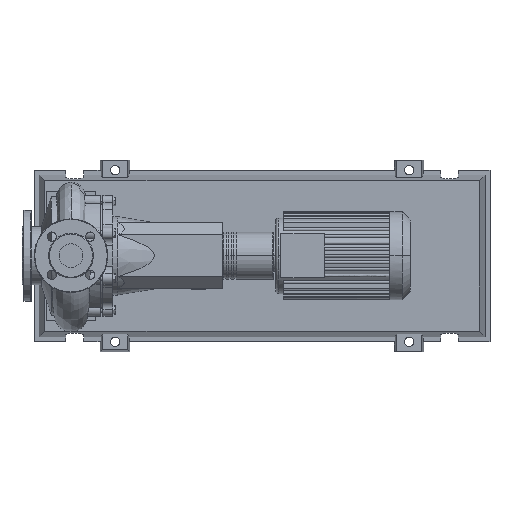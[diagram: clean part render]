
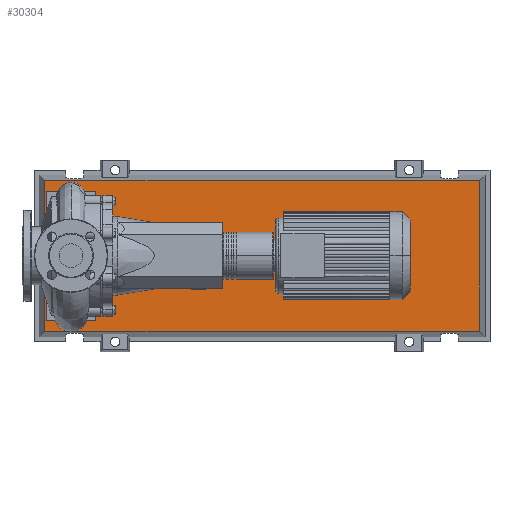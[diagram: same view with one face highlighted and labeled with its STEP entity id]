
A CAD part, top view. The second image highlights one B-rep face of the part: STEP entity #30304.
In plain terms, the highlighted planar face has unit normal (0, 0, 1).
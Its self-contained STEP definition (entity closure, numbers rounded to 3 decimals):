
#29985=CARTESIAN_POINT('',(833.292,-153.292,83.0));
#29986=VERTEX_POINT('',#29985);
#29993=CARTESIAN_POINT('',(-53.292,-153.292,83.0));
#29994=VERTEX_POINT('',#29993);
#29995=CARTESIAN_POINT('',(833.292,-153.292,83.0));
#29996=DIRECTION('',(-1.0,0.0,0.0));
#29997=VECTOR('',#29996,886.584);
#29998=LINE('',#29995,#29997);
#29999=EDGE_CURVE('',#29986,#29994,#29998,.T.);
#30217=CARTESIAN_POINT('',(833.292,153.292,83.0));
#30218=VERTEX_POINT('',#30217);
#30219=CARTESIAN_POINT('',(833.292,153.292,83.0));
#30220=DIRECTION('',(0.0,-1.0,0.0));
#30221=VECTOR('',#30220,306.584);
#30222=LINE('',#30219,#30221);
#30223=EDGE_CURVE('',#30218,#29986,#30222,.T.);
#30241=CARTESIAN_POINT('',(-53.292,153.292,83.0));
#30242=VERTEX_POINT('',#30241);
#30243=CARTESIAN_POINT('',(-53.292,-153.292,83.0));
#30244=DIRECTION('',(0.0,1.0,0.0));
#30245=VECTOR('',#30244,306.584);
#30246=LINE('',#30243,#30245);
#30247=EDGE_CURVE('',#29994,#30242,#30246,.T.);
#30280=CARTESIAN_POINT('',(-53.292,153.292,83.0));
#30281=DIRECTION('',(1.0,0.0,0.0));
#30282=VECTOR('',#30281,886.584);
#30283=LINE('',#30280,#30282);
#30284=EDGE_CURVE('',#30242,#30218,#30283,.T.);
#30293=CARTESIAN_POINT('',(390.,0.,83.0));
#30294=DIRECTION('',(0.0,0.0,1.0));
#30295=DIRECTION('',(1.0,0.0,0.0));
#30296=AXIS2_PLACEMENT_3D('',#30293,#30294,#30295);
#30297=PLANE('',#30296);
#30298=ORIENTED_EDGE('',*,*,#30223,.F.);
#30299=ORIENTED_EDGE('',*,*,#30284,.F.);
#30300=ORIENTED_EDGE('',*,*,#30247,.F.);
#30301=ORIENTED_EDGE('',*,*,#29999,.F.);
#30302=EDGE_LOOP('',(#30298,#30299,#30300,#30301));
#30303=FACE_OUTER_BOUND('',#30302,.T.);
#30304=ADVANCED_FACE('',(#30303),#30297,.T.);
